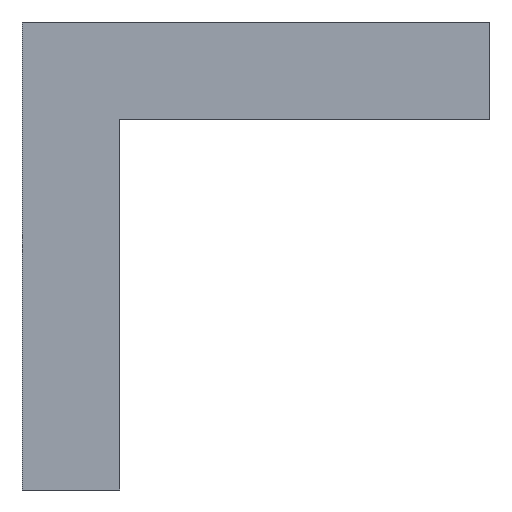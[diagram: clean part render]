
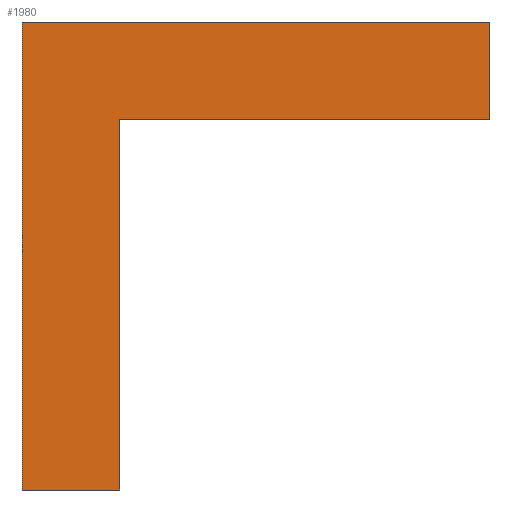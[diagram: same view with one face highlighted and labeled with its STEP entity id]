
A CAD part, front view. The second image highlights one B-rep face of the part: STEP entity #1980.
In plain terms, the highlighted planar face has unit normal (0, -1, 0).
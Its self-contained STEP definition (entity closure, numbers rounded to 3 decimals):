
#68 = VERTEX_POINT ( 'NONE', #4575 ) ;
#127 = EDGE_CURVE ( 'NONE', #68, #918, #5905, .T. ) ;
#222 = DIRECTION ( 'NONE',  ( 0., 0., -1. ) ) ;
#268 = VERTEX_POINT ( 'NONE', #927 ) ;
#454 = DIRECTION ( 'NONE',  ( 0., 0., 1. ) ) ;
#628 = CARTESIAN_POINT ( 'NONE',  ( 2.5, 0., -2.5 ) ) ;
#707 = CARTESIAN_POINT ( 'NONE',  ( 2.5, 0., 0. ) ) ;
#918 = VERTEX_POINT ( 'NONE', #5873 ) ;
#927 = CARTESIAN_POINT ( 'NONE',  ( 0., 0., 0. ) ) ;
#1195 = EDGE_CURVE ( 'NONE', #268, #5708, #5264, .T. ) ;
#1349 = FACE_OUTER_BOUND ( 'NONE', #3064, .T. ) ;
#1372 = EDGE_CURVE ( 'NONE', #5708, #6268, #5030, .T. ) ;
#1376 = VECTOR ( 'NONE', #222, 1000. ) ;
#1414 = DIRECTION ( 'NONE',  ( 0., 1., 0. ) ) ;
#1509 = ORIENTED_EDGE ( 'NONE', *, *, #5769, .T. ) ;
#1581 = VERTEX_POINT ( 'NONE', #628 ) ;
#1804 = DIRECTION ( 'NONE',  ( 1., 0., 0. ) ) ;
#1980 = ADVANCED_FACE ( 'NONE', ( #1349 ), #6358, .F. ) ;
#2071 = ORIENTED_EDGE ( 'NONE', *, *, #127, .F. ) ;
#2123 = LINE ( 'NONE', #3208, #4651 ) ;
#2166 = ORIENTED_EDGE ( 'NONE', *, *, #1195, .T. ) ;
#2207 = DIRECTION ( 'NONE',  ( 0., 0., -1. ) ) ;
#2220 = VECTOR ( 'NONE', #6068, 1000. ) ;
#2315 = DIRECTION ( 'NONE',  ( 1., 0., 0. ) ) ;
#2693 = CARTESIAN_POINT ( 'NONE',  ( 12., 0., 0. ) ) ;
#3064 = EDGE_LOOP ( 'NONE', ( #1509, #2071, #4368, #2166, #5128, #4606 ) ) ;
#3208 = CARTESIAN_POINT ( 'NONE',  ( 0., 0., -2.5 ) ) ;
#3290 = LINE ( 'NONE', #5655, #3668 ) ;
#3355 = VECTOR ( 'NONE', #6313, 1000. ) ;
#3366 = LINE ( 'NONE', #707, #1376 ) ;
#3668 = VECTOR ( 'NONE', #1804, 1000. ) ;
#3860 = CARTESIAN_POINT ( 'NONE',  ( 0., 0., -12. ) ) ;
#4368 = ORIENTED_EDGE ( 'NONE', *, *, #5302, .F. ) ;
#4575 = CARTESIAN_POINT ( 'NONE',  ( 12., 0., 0. ) ) ;
#4606 = ORIENTED_EDGE ( 'NONE', *, *, #5246, .F. ) ;
#4651 = VECTOR ( 'NONE', #2315, 1000. ) ;
#5030 = LINE ( 'NONE', #3860, #3355 ) ;
#5128 = ORIENTED_EDGE ( 'NONE', *, *, #1372, .T. ) ;
#5246 = EDGE_CURVE ( 'NONE', #1581, #6268, #3366, .T. ) ;
#5264 = LINE ( 'NONE', #5653, #5819 ) ;
#5302 = EDGE_CURVE ( 'NONE', #268, #68, #3290, .T. ) ;
#5347 = CARTESIAN_POINT ( 'NONE',  ( 0., 0., 0. ) ) ;
#5653 = CARTESIAN_POINT ( 'NONE',  ( 0., 0., 0. ) ) ;
#5655 = CARTESIAN_POINT ( 'NONE',  ( 0., 0., 0. ) ) ;
#5708 = VERTEX_POINT ( 'NONE', #6028 ) ;
#5769 = EDGE_CURVE ( 'NONE', #1581, #918, #2123, .T. ) ;
#5819 = VECTOR ( 'NONE', #2207, 1000. ) ;
#5873 = CARTESIAN_POINT ( 'NONE',  ( 12., 0., -2.5 ) ) ;
#5905 = LINE ( 'NONE', #2693, #2220 ) ;
#6028 = CARTESIAN_POINT ( 'NONE',  ( 0., 0., -12. ) ) ;
#6068 = DIRECTION ( 'NONE',  ( 0., 0., -1. ) ) ;
#6089 = AXIS2_PLACEMENT_3D ( 'NONE', #5347, #1414, #454 ) ;
#6131 = CARTESIAN_POINT ( 'NONE',  ( 2.5, 0., -12. ) ) ;
#6268 = VERTEX_POINT ( 'NONE', #6131 ) ;
#6313 = DIRECTION ( 'NONE',  ( 1., 0., 0. ) ) ;
#6358 = PLANE ( 'NONE',  #6089 ) ;
